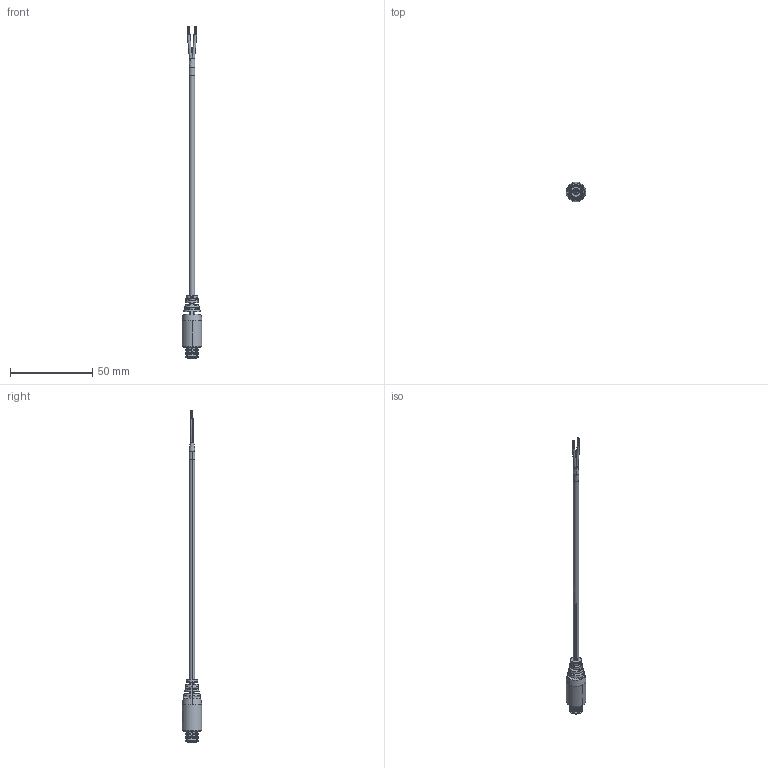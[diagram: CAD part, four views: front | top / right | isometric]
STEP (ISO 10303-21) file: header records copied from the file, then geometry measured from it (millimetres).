
FILE_DESCRIPTION (( 'STEP AP203' ), '1' );
FILE_NAME ('10-03317_revA.STEP', '2019-06-28T20:35:55', ( '' ), ( '' ), 'SwSTEP 2.0', 'SolidWorks 2015', '' );
FILE_SCHEMA (( 'CONFIG_CONTROL_DESIGN' ));
Length unit declared in the file: millimetre
Products named in the file (8): 30-00004_stripped and tinned; 50-00616; 10-03317_revA; 24-00295; 50-00616 center terminal; 50-00616 ground terminal; 50-00616 shell; 50-00616 insulator
Assembly tree (7 placements, depth 3):
  10-03317_revA
    30-00004_stripped and tinned
    24-00295
    50-00616
      50-00616 insulator
      50-00616 ground terminal
      50-00616 center terminal
      50-00616 shell
Bounding box: 12 x 12 x 201.6 mm (x, y, z)
Volume: 4402.1 mm3; surface area: 13777.8 mm2
Topology: 174 solids, 174 shells, 981 faces, 1769 edges, 1155 vertices
Faces by surface type: cylinder 410, plane 400, bspline 94, cone 41, torus 32, sphere 4
Entity records: 28204 total; most frequent: CARTESIAN_POINT 8229, DIRECTION 4248, ORIENTED_EDGE 3530, AXIS2_PLACEMENT_3D 1870, EDGE_CURVE 1765, VERTEX_POINT 1155, EDGE_LOOP 1018, ADVANCED_FACE 981
